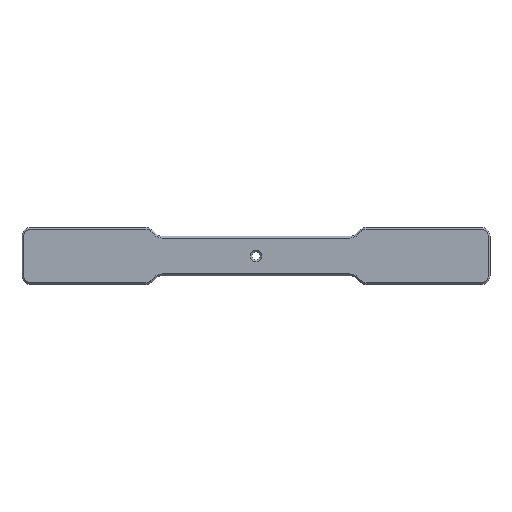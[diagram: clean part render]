
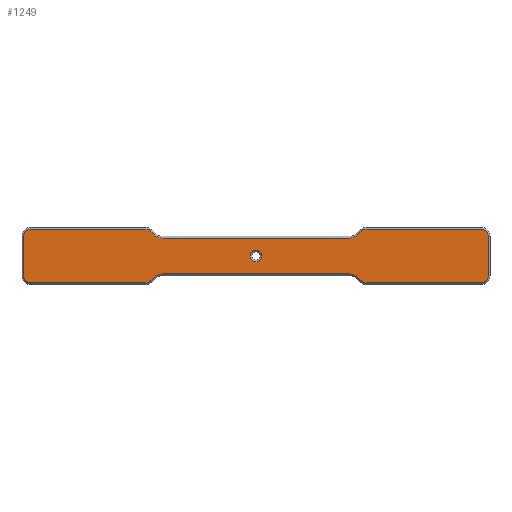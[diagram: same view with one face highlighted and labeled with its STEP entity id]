
A CAD part, top view. The second image highlights one B-rep face of the part: STEP entity #1249.
In plain terms, the highlighted planar face has unit normal (0, 0, 1).
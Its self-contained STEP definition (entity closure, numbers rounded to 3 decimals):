
#70=FACE_BOUND('',#222,.T.);
#81=CIRCLE('',#1363,3.3);
#82=CIRCLE('',#1365,4.);
#83=CIRCLE('',#1366,4.);
#84=CIRCLE('',#1367,6.);
#85=CIRCLE('',#1368,6.);
#86=CIRCLE('',#1369,4.);
#87=CIRCLE('',#1370,4.);
#88=CIRCLE('',#1371,4.);
#89=CIRCLE('',#1372,4.);
#90=CIRCLE('',#1373,6.);
#91=CIRCLE('',#1374,6.);
#92=CIRCLE('',#1375,4.);
#93=CIRCLE('',#1376,4.);
#139=FACE_OUTER_BOUND('',#221,.T.);
#221=EDGE_LOOP('',(#904,#905,#906,#907,#908,#909,#910,#911,#912,#913,#914,
#915,#916,#917,#918,#919,#920,#921,#922,#923,#924,#925,#926,#927));
#222=EDGE_LOOP('',(#928));
#315=LINE('',#1958,#443);
#316=LINE('',#1962,#444);
#317=LINE('',#1966,#445);
#318=LINE('',#1970,#446);
#319=LINE('',#1974,#447);
#320=LINE('',#1978,#448);
#321=LINE('',#1982,#449);
#322=LINE('',#1986,#450);
#323=LINE('',#1990,#451);
#324=LINE('',#1994,#452);
#325=LINE('',#1998,#453);
#326=LINE('',#2002,#454);
#443=VECTOR('',#1559,10.);
#444=VECTOR('',#1562,10.);
#445=VECTOR('',#1565,10.);
#446=VECTOR('',#1568,10.);
#447=VECTOR('',#1571,10.);
#448=VECTOR('',#1574,10.);
#449=VECTOR('',#1577,10.);
#450=VECTOR('',#1580,10.);
#451=VECTOR('',#1583,10.);
#452=VECTOR('',#1586,10.);
#453=VECTOR('',#1589,10.);
#454=VECTOR('',#1592,10.);
#568=VERTEX_POINT('',#1952);
#569=VERTEX_POINT('',#1956);
#570=VERTEX_POINT('',#1957);
#571=VERTEX_POINT('',#1959);
#572=VERTEX_POINT('',#1961);
#573=VERTEX_POINT('',#1963);
#574=VERTEX_POINT('',#1965);
#575=VERTEX_POINT('',#1967);
#576=VERTEX_POINT('',#1969);
#577=VERTEX_POINT('',#1971);
#578=VERTEX_POINT('',#1973);
#579=VERTEX_POINT('',#1975);
#580=VERTEX_POINT('',#1977);
#581=VERTEX_POINT('',#1979);
#582=VERTEX_POINT('',#1981);
#583=VERTEX_POINT('',#1983);
#584=VERTEX_POINT('',#1985);
#585=VERTEX_POINT('',#1987);
#586=VERTEX_POINT('',#1989);
#587=VERTEX_POINT('',#1991);
#588=VERTEX_POINT('',#1993);
#589=VERTEX_POINT('',#1995);
#590=VERTEX_POINT('',#1997);
#591=VERTEX_POINT('',#1999);
#592=VERTEX_POINT('',#2001);
#689=EDGE_CURVE('',#568,#568,#81,.T.);
#691=EDGE_CURVE('',#569,#570,#315,.T.);
#692=EDGE_CURVE('',#571,#569,#82,.T.);
#693=EDGE_CURVE('',#572,#571,#316,.T.);
#694=EDGE_CURVE('',#573,#572,#83,.T.);
#695=EDGE_CURVE('',#574,#573,#317,.T.);
#696=EDGE_CURVE('',#575,#574,#84,.T.);
#697=EDGE_CURVE('',#576,#575,#318,.T.);
#698=EDGE_CURVE('',#577,#576,#85,.T.);
#699=EDGE_CURVE('',#578,#577,#319,.T.);
#700=EDGE_CURVE('',#579,#578,#86,.T.);
#701=EDGE_CURVE('',#580,#579,#320,.T.);
#702=EDGE_CURVE('',#581,#580,#87,.T.);
#703=EDGE_CURVE('',#582,#581,#321,.T.);
#704=EDGE_CURVE('',#583,#582,#88,.T.);
#705=EDGE_CURVE('',#584,#583,#322,.T.);
#706=EDGE_CURVE('',#585,#584,#89,.T.);
#707=EDGE_CURVE('',#586,#585,#323,.T.);
#708=EDGE_CURVE('',#587,#586,#90,.T.);
#709=EDGE_CURVE('',#588,#587,#324,.T.);
#710=EDGE_CURVE('',#589,#588,#91,.T.);
#711=EDGE_CURVE('',#590,#589,#325,.T.);
#712=EDGE_CURVE('',#591,#590,#92,.T.);
#713=EDGE_CURVE('',#592,#591,#326,.T.);
#714=EDGE_CURVE('',#570,#592,#93,.T.);
#904=ORIENTED_EDGE('',*,*,#691,.F.);
#905=ORIENTED_EDGE('',*,*,#692,.F.);
#906=ORIENTED_EDGE('',*,*,#693,.F.);
#907=ORIENTED_EDGE('',*,*,#694,.F.);
#908=ORIENTED_EDGE('',*,*,#695,.F.);
#909=ORIENTED_EDGE('',*,*,#696,.F.);
#910=ORIENTED_EDGE('',*,*,#697,.F.);
#911=ORIENTED_EDGE('',*,*,#698,.F.);
#912=ORIENTED_EDGE('',*,*,#699,.F.);
#913=ORIENTED_EDGE('',*,*,#700,.F.);
#914=ORIENTED_EDGE('',*,*,#701,.F.);
#915=ORIENTED_EDGE('',*,*,#702,.F.);
#916=ORIENTED_EDGE('',*,*,#703,.F.);
#917=ORIENTED_EDGE('',*,*,#704,.F.);
#918=ORIENTED_EDGE('',*,*,#705,.F.);
#919=ORIENTED_EDGE('',*,*,#706,.F.);
#920=ORIENTED_EDGE('',*,*,#707,.F.);
#921=ORIENTED_EDGE('',*,*,#708,.F.);
#922=ORIENTED_EDGE('',*,*,#709,.F.);
#923=ORIENTED_EDGE('',*,*,#710,.F.);
#924=ORIENTED_EDGE('',*,*,#711,.F.);
#925=ORIENTED_EDGE('',*,*,#712,.F.);
#926=ORIENTED_EDGE('',*,*,#713,.F.);
#927=ORIENTED_EDGE('',*,*,#714,.F.);
#928=ORIENTED_EDGE('',*,*,#689,.F.);
#1202=PLANE('',#1364);
#1249=ADVANCED_FACE('',(#139,#70),#1202,.T.);
#1363=AXIS2_PLACEMENT_3D('',#1953,#1554,#1555);
#1364=AXIS2_PLACEMENT_3D('',#1955,#1557,#1558);
#1365=AXIS2_PLACEMENT_3D('',#1960,#1560,#1561);
#1366=AXIS2_PLACEMENT_3D('',#1964,#1563,#1564);
#1367=AXIS2_PLACEMENT_3D('',#1968,#1566,#1567);
#1368=AXIS2_PLACEMENT_3D('',#1972,#1569,#1570);
#1369=AXIS2_PLACEMENT_3D('',#1976,#1572,#1573);
#1370=AXIS2_PLACEMENT_3D('',#1980,#1575,#1576);
#1371=AXIS2_PLACEMENT_3D('',#1984,#1578,#1579);
#1372=AXIS2_PLACEMENT_3D('',#1988,#1581,#1582);
#1373=AXIS2_PLACEMENT_3D('',#1992,#1584,#1585);
#1374=AXIS2_PLACEMENT_3D('',#1996,#1587,#1588);
#1375=AXIS2_PLACEMENT_3D('',#2000,#1590,#1591);
#1376=AXIS2_PLACEMENT_3D('',#2003,#1593,#1594);
#1554=DIRECTION('center_axis',(0.,0.,1.));
#1555=DIRECTION('ref_axis',(-1.,0.,0.));
#1557=DIRECTION('center_axis',(0.,0.,1.));
#1558=DIRECTION('ref_axis',(-1.,0.,0.));
#1559=DIRECTION('',(0.,1.,0.));
#1560=DIRECTION('center_axis',(0.,0.,-1.));
#1561=DIRECTION('ref_axis',(-0.707,-0.707,0.));
#1562=DIRECTION('',(-1.,0.,0.));
#1563=DIRECTION('center_axis',(0.,0.,-1.));
#1564=DIRECTION('ref_axis',(0.383,-0.924,0.));
#1565=DIRECTION('',(-0.707,-0.707,0.));
#1566=DIRECTION('center_axis',(0.,0.,1.));
#1567=DIRECTION('ref_axis',(-0.383,0.924,0.));
#1568=DIRECTION('',(-1.,0.,0.));
#1569=DIRECTION('center_axis',(0.,0.,1.));
#1570=DIRECTION('ref_axis',(0.383,0.924,0.));
#1571=DIRECTION('',(-0.707,0.707,0.));
#1572=DIRECTION('center_axis',(0.,0.,-1.));
#1573=DIRECTION('ref_axis',(-0.383,-0.924,0.));
#1574=DIRECTION('',(-1.,0.,0.));
#1575=DIRECTION('center_axis',(0.,0.,-1.));
#1576=DIRECTION('ref_axis',(0.707,-0.707,0.));
#1577=DIRECTION('',(0.,-1.,0.));
#1578=DIRECTION('center_axis',(0.,0.,-1.));
#1579=DIRECTION('ref_axis',(0.707,0.707,0.));
#1580=DIRECTION('',(1.,0.,0.));
#1581=DIRECTION('center_axis',(0.,0.,-1.));
#1582=DIRECTION('ref_axis',(-0.383,0.924,0.));
#1583=DIRECTION('',(0.707,0.707,0.));
#1584=DIRECTION('center_axis',(0.,0.,1.));
#1585=DIRECTION('ref_axis',(0.383,-0.924,0.));
#1586=DIRECTION('',(1.,0.,0.));
#1587=DIRECTION('center_axis',(0.,0.,1.));
#1588=DIRECTION('ref_axis',(-0.383,-0.924,0.));
#1589=DIRECTION('',(0.707,-0.707,0.));
#1590=DIRECTION('center_axis',(0.,0.,-1.));
#1591=DIRECTION('ref_axis',(0.383,0.924,0.));
#1592=DIRECTION('',(1.,0.,0.));
#1593=DIRECTION('center_axis',(0.,0.,-1.));
#1594=DIRECTION('ref_axis',(-0.707,0.707,0.));
#1952=CARTESIAN_POINT('',(3.3,-75.9,496.4));
#1953=CARTESIAN_POINT('Origin',(0.,-75.9,
496.4));
#1955=CARTESIAN_POINT('Origin',(0.,49.,
496.4));
#1956=CARTESIAN_POINT('',(-131.,-87.,496.4));
#1957=CARTESIAN_POINT('',(-131.,-64.8,496.4));
#1958=CARTESIAN_POINT('',(-131.,-5.4,496.4));
#1959=CARTESIAN_POINT('',(-127.,-91.,496.4));
#1960=CARTESIAN_POINT('Origin',(-127.,-87.,496.4));
#1961=CARTESIAN_POINT('',(-62.071,-91.,496.4));
#1962=CARTESIAN_POINT('',(-66.,-91.,496.4));
#1963=CARTESIAN_POINT('',(-59.243,-89.828,496.4));
#1964=CARTESIAN_POINT('Origin',(-62.071,-87.,496.4));
#1965=CARTESIAN_POINT('',(-57.172,-87.757,496.4));
#1966=CARTESIAN_POINT('',(-9.207,-39.793,496.4));
#1967=CARTESIAN_POINT('',(-52.929,-86.,496.4));
#1968=CARTESIAN_POINT('Origin',(-52.929,-92.,496.4));
#1969=CARTESIAN_POINT('',(52.929,-86.,496.4));
#1970=CARTESIAN_POINT('',(-30.,-86.,496.4));
#1971=CARTESIAN_POINT('',(57.172,-87.757,496.4));
#1972=CARTESIAN_POINT('Origin',(52.929,-92.,496.4));
#1973=CARTESIAN_POINT('',(59.243,-89.828,496.4));
#1974=CARTESIAN_POINT('',(9.207,-39.793,496.4));
#1975=CARTESIAN_POINT('',(62.071,-91.,496.4));
#1976=CARTESIAN_POINT('Origin',(62.071,-87.,496.4));
#1977=CARTESIAN_POINT('',(127.,-91.,496.4));
#1978=CARTESIAN_POINT('',(-66.,-91.,496.4));
#1979=CARTESIAN_POINT('',(131.,-87.,496.4));
#1980=CARTESIAN_POINT('Origin',(127.,-87.,496.4));
#1981=CARTESIAN_POINT('',(131.,-64.8,496.4));
#1982=CARTESIAN_POINT('',(131.,-21.5,496.4));
#1983=CARTESIAN_POINT('',(127.,-60.8,496.4));
#1984=CARTESIAN_POINT('Origin',(127.,-64.8,496.4));
#1985=CARTESIAN_POINT('',(62.071,-60.8,496.4));
#1986=CARTESIAN_POINT('',(66.,-60.8,496.4));
#1987=CARTESIAN_POINT('',(59.243,-61.972,496.4));
#1988=CARTESIAN_POINT('Origin',(62.071,-64.8,496.4));
#1989=CARTESIAN_POINT('',(57.172,-64.043,496.4));
#1990=CARTESIAN_POINT('',(71.657,-49.557,496.4));
#1991=CARTESIAN_POINT('',(52.929,-65.8,496.4));
#1992=CARTESIAN_POINT('Origin',(52.929,-59.8,496.4));
#1993=CARTESIAN_POINT('',(-52.929,-65.8,496.4));
#1994=CARTESIAN_POINT('',(30.,-65.8,496.4));
#1995=CARTESIAN_POINT('',(-57.172,-64.043,496.4));
#1996=CARTESIAN_POINT('Origin',(-52.929,-59.8,496.4));
#1997=CARTESIAN_POINT('',(-59.243,-61.972,496.4));
#1998=CARTESIAN_POINT('',(-71.657,-49.557,496.4));
#1999=CARTESIAN_POINT('',(-62.071,-60.8,496.4));
#2000=CARTESIAN_POINT('Origin',(-62.071,-64.8,496.4));
#2001=CARTESIAN_POINT('',(-127.,-60.8,496.4));
#2002=CARTESIAN_POINT('',(66.,-60.8,496.4));
#2003=CARTESIAN_POINT('Origin',(-127.,-64.8,496.4));
